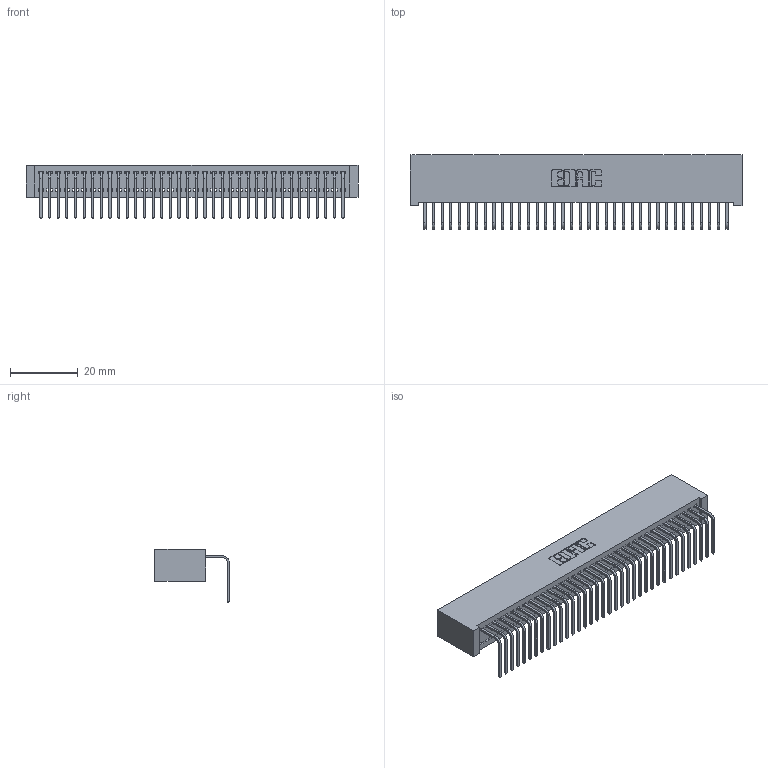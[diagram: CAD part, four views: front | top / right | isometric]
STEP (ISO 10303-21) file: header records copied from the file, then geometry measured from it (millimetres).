
FILE_DESCRIPTION (( 'STEP AP203' ), '1' );
FILE_NAME ('342-036-558-101.STEP', '2018-08-11T20:44:57', ( '' ), ( '' ), 'SwSTEP 2.0', 'SolidWorks 2016', '' );
FILE_SCHEMA (( 'CONFIG_CONTROL_DESIGN' ));
Length unit declared in the file: inch
Products named in the file (3): 342 Part_Lugless; 345-292-001_558 Tail - 2; 342-036-558-101
Assembly tree (37 placements, depth 2):
  342-036-558-101
    342 Part_Lugless
    345-292-001_558 Tail - 2  x36
Bounding box: 97.69 x 21.91 x 15.62 mm (x, y, z)
Volume: 9072.1 mm3; surface area: 14214.5 mm2
Topology: 37 solids, 37 shells, 2262 faces, 6827 edges, 4502 vertices
Faces by surface type: plane 1646, cylinder 616
Entity records: 22459 total; most frequent: CARTESIAN_POINT 3882, ORIENTED_EDGE 3854, DIRECTION 3279, EDGE_CURVE 1927, VECTOR 1807, LINE 1807, VERTEX_POINT 1282, AXIS2_PLACEMENT_3D 736
